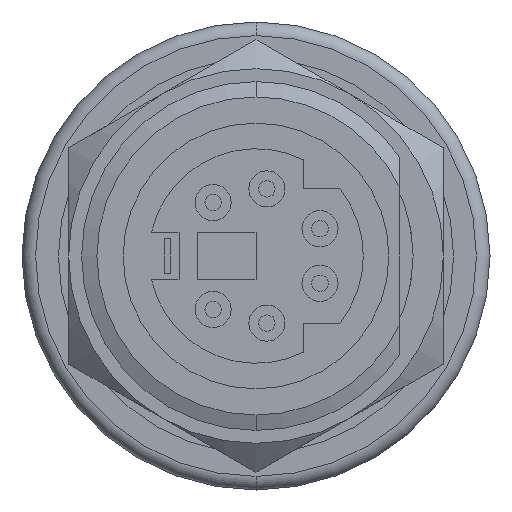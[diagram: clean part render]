
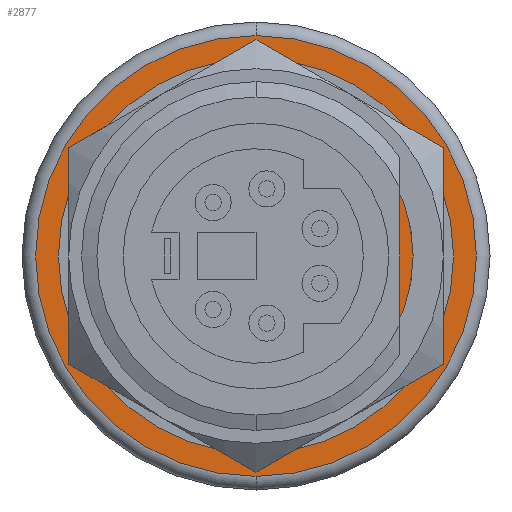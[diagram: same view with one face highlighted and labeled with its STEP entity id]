
A CAD part, front view. The second image highlights one B-rep face of the part: STEP entity #2877.
In plain terms, the highlighted planar face has unit normal (0, -1, 0).
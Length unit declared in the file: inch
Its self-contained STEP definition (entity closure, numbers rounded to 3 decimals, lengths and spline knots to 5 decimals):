
#672 = CARTESIAN_POINT ( 'NONE',  ( 0.2335, 0.4531, 0. ) ) ;
#1067 = CARTESIAN_POINT ( 'NONE',  ( 0., 0.4531, 0. ) ) ;
#1364 = ORIENTED_EDGE ( 'NONE', *, *, #14280, .T. ) ;
#1529 = CIRCLE ( 'NONE', #12204, 0.25564 ) ;
#1701 = FACE_BOUND ( 'NONE', #11241, .T. ) ;
#1807 = EDGE_CURVE ( 'NONE', #3649, #7143, #8011, .T. ) ;
#2430 = CIRCLE ( 'NONE', #18388, 0.3235 ) ;
#2631 = AXIS2_PLACEMENT_3D ( 'NONE', #4889, #6576, #19027 ) ;
#2877 = ADVANCED_FACE ( 'NONE', ( #10008, #1701 ), #14721, .T. ) ;
#3098 = AXIS2_PLACEMENT_3D ( 'NONE', #1067, #18033, #8726 ) ;
#3649 = VERTEX_POINT ( 'NONE', #13344 ) ;
#4333 = CARTESIAN_POINT ( 'NONE',  ( 0., 0.4531, 0.25564 ) ) ;
#4889 = CARTESIAN_POINT ( 'NONE',  ( 0., 0.4531, 0. ) ) ;
#6576 = DIRECTION ( 'NONE',  ( 0., 1., 0. ) ) ;
#7120 = CIRCLE ( 'NONE', #16618, 0.3235 ) ;
#7143 = VERTEX_POINT ( 'NONE', #12916 ) ;
#7273 = DIRECTION ( 'NONE',  ( 0., 0., -1. ) ) ;
#7930 = CARTESIAN_POINT ( 'NONE',  ( 0.211, 0.4531, -0.36369 ) ) ;
#8011 = CIRCLE ( 'NONE', #3098, 0.25564 ) ;
#8371 = ORIENTED_EDGE ( 'NONE', *, *, #9126, .T. ) ;
#8561 = ORIENTED_EDGE ( 'NONE', *, *, #1807, .T. ) ;
#8606 = AXIS2_PLACEMENT_3D ( 'NONE', #672, #14787, #11593 ) ;
#8726 = DIRECTION ( 'NONE',  ( 0., 0., -1. ) ) ;
#8795 = CARTESIAN_POINT ( 'NONE',  ( 0., 0.4531, 0. ) ) ;
#8807 = CARTESIAN_POINT ( 'NONE',  ( 0.211, 0.4531, 0.14434 ) ) ;
#9091 = CARTESIAN_POINT ( 'NONE',  ( 0., 0.4531, 0. ) ) ;
#9126 = EDGE_CURVE ( 'NONE', #12435, #11204, #7120, .T. ) ;
#9513 = DIRECTION ( 'NONE',  ( 0., 0., -1. ) ) ;
#10008 = FACE_OUTER_BOUND ( 'NONE', #16068, .T. ) ;
#10338 = DIRECTION ( 'NONE',  ( 0., -1., 0. ) ) ;
#10950 = ORIENTED_EDGE ( 'NONE', *, *, #16077, .T. ) ;
#11113 = VECTOR ( 'NONE', #9513, 39.37008 ) ;
#11204 = VERTEX_POINT ( 'NONE', #14672 ) ;
#11241 = EDGE_LOOP ( 'NONE', ( #13296, #8561, #10950, #14575 ) ) ;
#11406 = VERTEX_POINT ( 'NONE', #4333 ) ;
#11479 = DIRECTION ( 'NONE',  ( 0., 0., -1. ) ) ;
#11593 = DIRECTION ( 'NONE',  ( 0., 0., -1. ) ) ;
#12204 = AXIS2_PLACEMENT_3D ( 'NONE', #9091, #12208, #16752 ) ;
#12208 = DIRECTION ( 'NONE',  ( 0., 1., 0. ) ) ;
#12435 = VERTEX_POINT ( 'NONE', #13456 ) ;
#12916 = CARTESIAN_POINT ( 'NONE',  ( 0., 0.4531, -0.25564 ) ) ;
#13071 = LINE ( 'NONE', #7930, #11113 ) ;
#13296 = ORIENTED_EDGE ( 'NONE', *, *, #16012, .T. ) ;
#13344 = CARTESIAN_POINT ( 'NONE',  ( 0.211, 0.4531, -0.14434 ) ) ;
#13456 = CARTESIAN_POINT ( 'NONE',  ( 0., 0.4531, 0.3235 ) ) ;
#13785 = CIRCLE ( 'NONE', #2631, 0.25564 ) ;
#14280 = EDGE_CURVE ( 'NONE', #11204, #12435, #2430, .T. ) ;
#14575 = ORIENTED_EDGE ( 'NONE', *, *, #19369, .T. ) ;
#14672 = CARTESIAN_POINT ( 'NONE',  ( 0., 0.4531, -0.3235 ) ) ;
#14721 = PLANE ( 'NONE',  #8606 ) ;
#14787 = DIRECTION ( 'NONE',  ( 0., -1., 0. ) ) ;
#16012 = EDGE_CURVE ( 'NONE', #17145, #3649, #13071, .T. ) ;
#16068 = EDGE_LOOP ( 'NONE', ( #1364, #8371 ) ) ;
#16077 = EDGE_CURVE ( 'NONE', #7143, #11406, #13785, .T. ) ;
#16618 = AXIS2_PLACEMENT_3D ( 'NONE', #19487, #17849, #11479 ) ;
#16752 = DIRECTION ( 'NONE',  ( 0., 0., -1. ) ) ;
#17145 = VERTEX_POINT ( 'NONE', #8807 ) ;
#17849 = DIRECTION ( 'NONE',  ( 0., -1., 0. ) ) ;
#18033 = DIRECTION ( 'NONE',  ( 0., 1., 0. ) ) ;
#18388 = AXIS2_PLACEMENT_3D ( 'NONE', #8795, #10338, #7273 ) ;
#19027 = DIRECTION ( 'NONE',  ( 0., 0., -1. ) ) ;
#19369 = EDGE_CURVE ( 'NONE', #11406, #17145, #1529, .T. ) ;
#19487 = CARTESIAN_POINT ( 'NONE',  ( 0., 0.4531, 0. ) ) ;
